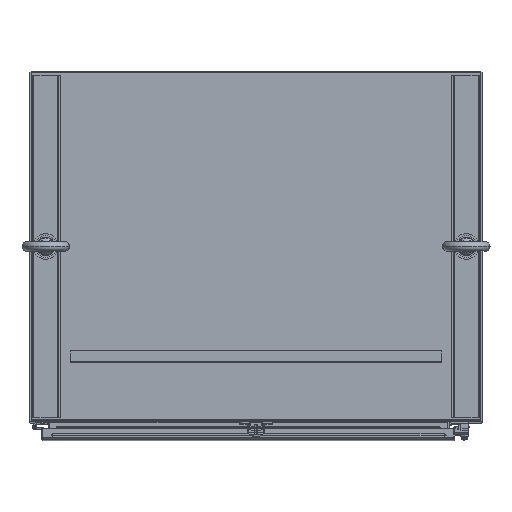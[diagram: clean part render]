
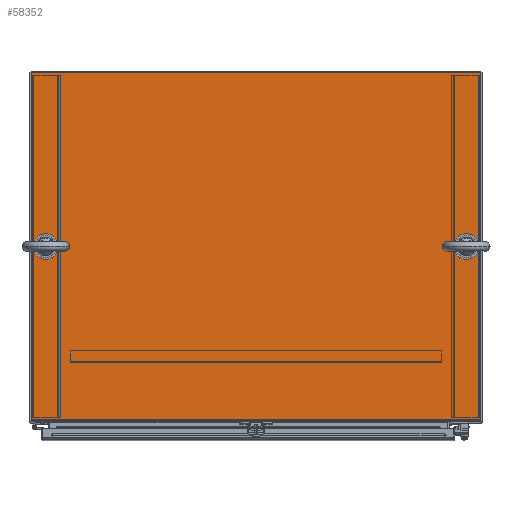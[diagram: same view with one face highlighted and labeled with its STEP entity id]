
A CAD part, top view. The second image highlights one B-rep face of the part: STEP entity #58352.
In plain terms, the highlighted planar face has unit normal (0, 0, 1).
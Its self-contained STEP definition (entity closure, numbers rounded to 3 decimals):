
#869 = DIRECTION ( 'NONE',  ( 0., -1., 0. ) ) ;
#1034 = ORIENTED_EDGE ( 'NONE', *, *, #5281, .T. ) ;
#3649 = VERTEX_POINT ( 'NONE', #47669 ) ;
#5281 = EDGE_CURVE ( 'NONE', #3649, #68787, #13863, .T. ) ;
#6310 = EDGE_LOOP ( 'NONE', ( #45508, #60954 ) ) ;
#7169 = CIRCLE ( 'NONE', #48303, 0.375 ) ;
#7254 = VECTOR ( 'NONE', #19216, 39.37 ) ;
#10202 = DIRECTION ( 'NONE',  ( 1., 0., 0. ) ) ;
#11277 = CARTESIAN_POINT ( 'NONE',  ( -18.435, -11.857, 72.06 ) ) ;
#11517 = CARTESIAN_POINT ( 'NONE',  ( -18.435, -11.857, 72.06 ) ) ;
#12121 = ORIENTED_EDGE ( 'NONE', *, *, #60548, .T. ) ;
#12177 = DIRECTION ( 'NONE',  ( 0., 0., 1. ) ) ;
#13863 = LINE ( 'NONE', #51381, #7254 ) ;
#15570 = EDGE_CURVE ( 'NONE', #57426, #53791, #54658, .T. ) ;
#16987 = LINE ( 'NONE', #38803, #52905 ) ;
#17199 = AXIS2_PLACEMENT_3D ( 'NONE', #53073, #20206, #69160 ) ;
#17813 = DIRECTION ( 'NONE',  ( -1., 0., 0. ) ) ;
#18869 = AXIS2_PLACEMENT_3D ( 'NONE', #36995, #69485, #42694 ) ;
#19216 = DIRECTION ( 'NONE',  ( 0., 1., 0. ) ) ;
#19983 = CARTESIAN_POINT ( 'NONE',  ( 11.81, 0.032, 72.06 ) ) ;
#20206 = DIRECTION ( 'NONE',  ( 0., 0., -1. ) ) ;
#20228 = EDGE_CURVE ( 'NONE', #69187, #25355, #16987, .T. ) ;
#22796 = ORIENTED_EDGE ( 'NONE', *, *, #39887, .T. ) ;
#23348 = VERTEX_POINT ( 'NONE', #70739 ) ;
#25355 = VERTEX_POINT ( 'NONE', #11517 ) ;
#27557 = DIRECTION ( 'NONE',  ( 0., 0., -1. ) ) ;
#29157 = EDGE_CURVE ( 'NONE', #3649, #25355, #60949, .T. ) ;
#33074 = EDGE_LOOP ( 'NONE', ( #1034, #12121, #61962, #37220 ) ) ;
#33273 = EDGE_LOOP ( 'NONE', ( #22796, #56423 ) ) ;
#33663 = FACE_BOUND ( 'NONE', #6310, .T. ) ;
#33930 = LINE ( 'NONE', #55705, #66484 ) ;
#34424 = EDGE_CURVE ( 'NONE', #23348, #51057, #48036, .T. ) ;
#36995 = CARTESIAN_POINT ( 'NONE',  ( 11.435, 0.032, 72.06 ) ) ;
#37133 = EDGE_CURVE ( 'NONE', #51057, #23348, #7169, .T. ) ;
#37220 = ORIENTED_EDGE ( 'NONE', *, *, #29157, .F. ) ;
#37397 = CARTESIAN_POINT ( 'NONE',  ( -17.435, 0.032, 72.06 ) ) ;
#38803 = CARTESIAN_POINT ( 'NONE',  ( -18.435, 12., 72.06 ) ) ;
#39887 = EDGE_CURVE ( 'NONE', #53791, #57426, #57717, .T. ) ;
#42694 = DIRECTION ( 'NONE',  ( 1., 0., 0. ) ) ;
#43438 = VECTOR ( 'NONE', #49876, 39.37 ) ;
#44024 = FACE_BOUND ( 'NONE', #33273, .T. ) ;
#44710 = FACE_OUTER_BOUND ( 'NONE', #33074, .T. ) ;
#45508 = ORIENTED_EDGE ( 'NONE', *, *, #37133, .T. ) ;
#47669 = CARTESIAN_POINT ( 'NONE',  ( 12.435, -11.857, 72.06 ) ) ;
#48036 = CIRCLE ( 'NONE', #17199, 0.375 ) ;
#48303 = AXIS2_PLACEMENT_3D ( 'NONE', #37397, #59177, #10202 ) ;
#49152 = CARTESIAN_POINT ( 'NONE',  ( -17.06, 0.032, 72.06 ) ) ;
#49737 = CARTESIAN_POINT ( 'NONE',  ( -18.435, 12., 72.06 ) ) ;
#49876 = DIRECTION ( 'NONE',  ( -1., 0., 0. ) ) ;
#50927 = AXIS2_PLACEMENT_3D ( 'NONE', #61141, #12177, #65820 ) ;
#51057 = VERTEX_POINT ( 'NONE', #49152 ) ;
#51381 = CARTESIAN_POINT ( 'NONE',  ( 12.435, -12., 72.06 ) ) ;
#52905 = VECTOR ( 'NONE', #869, 39.37 ) ;
#53073 = CARTESIAN_POINT ( 'NONE',  ( -17.435, 0.032, 72.06 ) ) ;
#53791 = VERTEX_POINT ( 'NONE', #19983 ) ;
#54658 = CIRCLE ( 'NONE', #60372, 0.375 ) ;
#55261 = CARTESIAN_POINT ( 'NONE',  ( 11.06, 0.032, 72.06 ) ) ;
#55705 = CARTESIAN_POINT ( 'NONE',  ( 12.435, 12., 72.06 ) ) ;
#56423 = ORIENTED_EDGE ( 'NONE', *, *, #15570, .T. ) ;
#57426 = VERTEX_POINT ( 'NONE', #55261 ) ;
#57717 = CIRCLE ( 'NONE', #18869, 0.375 ) ;
#58352 = ADVANCED_FACE ( 'NONE', ( #44710, #44024, #33663 ), #66511, .T. ) ;
#59177 = DIRECTION ( 'NONE',  ( 0., 0., -1. ) ) ;
#60372 = AXIS2_PLACEMENT_3D ( 'NONE', #64398, #27557, #65078 ) ;
#60538 = CARTESIAN_POINT ( 'NONE',  ( 12.435, 12., 72.06 ) ) ;
#60548 = EDGE_CURVE ( 'NONE', #68787, #69187, #33930, .T. ) ;
#60949 = LINE ( 'NONE', #11277, #43438 ) ;
#60954 = ORIENTED_EDGE ( 'NONE', *, *, #34424, .T. ) ;
#61141 = CARTESIAN_POINT ( 'NONE',  ( -18.435, -12., 72.06 ) ) ;
#61962 = ORIENTED_EDGE ( 'NONE', *, *, #20228, .T. ) ;
#64398 = CARTESIAN_POINT ( 'NONE',  ( 11.435, 0.032, 72.06 ) ) ;
#65078 = DIRECTION ( 'NONE',  ( 1., 0., 0. ) ) ;
#65820 = DIRECTION ( 'NONE',  ( 1., 0., 0. ) ) ;
#66484 = VECTOR ( 'NONE', #17813, 39.37 ) ;
#66511 = PLANE ( 'NONE',  #50927 ) ;
#68787 = VERTEX_POINT ( 'NONE', #60538 ) ;
#69160 = DIRECTION ( 'NONE',  ( 1., 0., 0. ) ) ;
#69187 = VERTEX_POINT ( 'NONE', #49737 ) ;
#69485 = DIRECTION ( 'NONE',  ( 0., 0., -1. ) ) ;
#70739 = CARTESIAN_POINT ( 'NONE',  ( -17.81, 0.032, 72.06 ) ) ;
